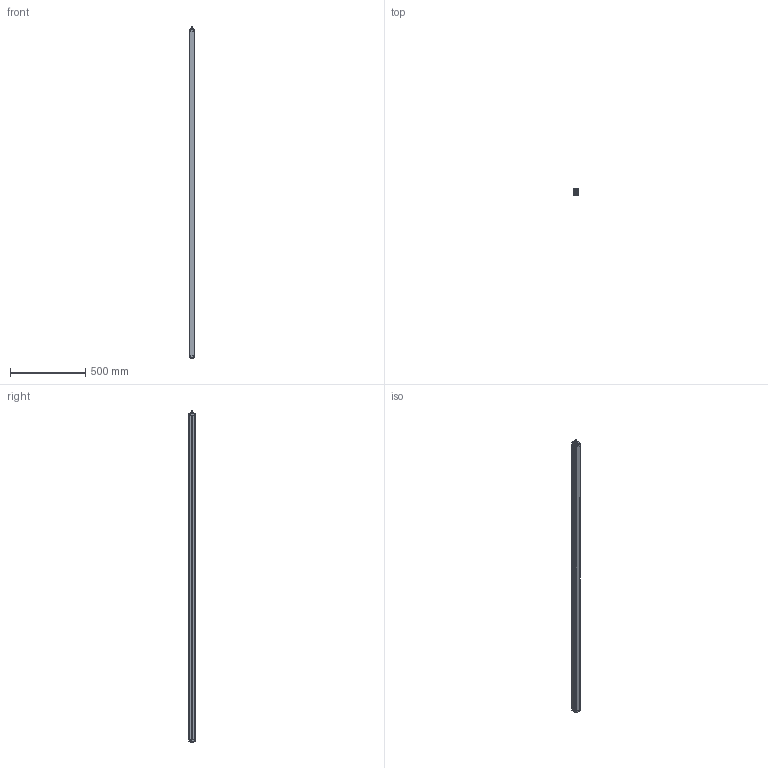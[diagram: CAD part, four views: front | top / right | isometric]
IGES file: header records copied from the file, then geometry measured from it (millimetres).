
Start section:  PTC IGES file: 157333.igs
Global section: file name: 157333.igs; native system: Pro/ENGINEER by Parametric Technology Corporation; preprocessor: 2009141; author: banengservice; organization: Unknown; date: 20110303.114210; units: inch
Bounding box: 36 x 45.76 x 2202.71 mm (x, y, z)
Volume: 1358154.6 mm3; surface area: 807056.5 mm2
Topology: 2 solids, 2 shells, 788 faces, 2029 edges, 1267 vertices
Faces by surface type: revolution 431, bspline 357
